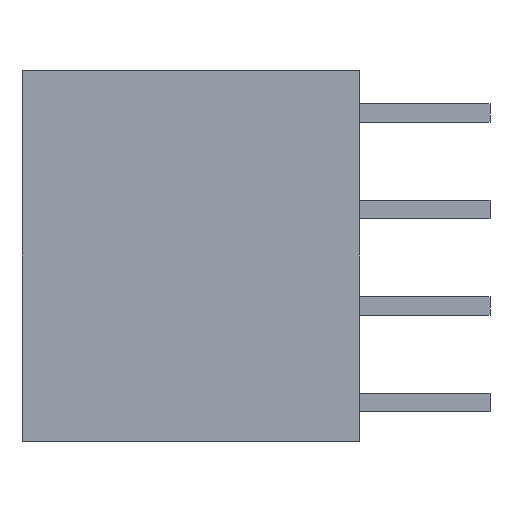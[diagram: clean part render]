
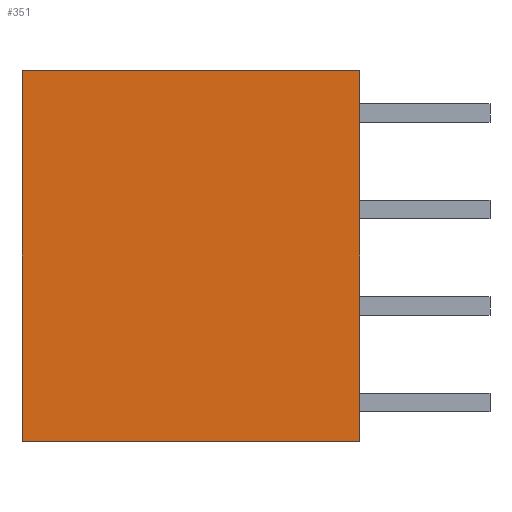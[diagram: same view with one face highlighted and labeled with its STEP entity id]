
A CAD part, left-side view. The second image highlights one B-rep face of the part: STEP entity #351.
In plain terms, the highlighted planar face has unit normal (-1, 0, 0).
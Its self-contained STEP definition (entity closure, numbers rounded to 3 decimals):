
#1=DIRECTION('',(0.,-1.,0.));
#2=VECTOR('',#1,8.89);
#3=CARTESIAN_POINT('',(-1.08,8.89,0.));
#4=LINE('',#3,#2);
#17=DIRECTION('',(0.,-1.,0.));
#18=VECTOR('',#17,8.89);
#19=CARTESIAN_POINT('',(-1.08,8.89,9.75));
#20=LINE('',#19,#18);
#21=DIRECTION('',(0.,0.,1.));
#22=VECTOR('',#21,9.75);
#23=CARTESIAN_POINT('',(-1.08,8.89,0.));
#24=LINE('',#23,#22);
#109=DIRECTION('',(0.,0.,1.));
#110=VECTOR('',#109,9.75);
#111=CARTESIAN_POINT('',(-1.08,0.,0.));
#112=LINE('',#111,#110);
#241=CARTESIAN_POINT('',(-1.08,8.89,0.));
#242=CARTESIAN_POINT('',(-1.08,0.,0.));
#243=VERTEX_POINT('',#241);
#244=VERTEX_POINT('',#242);
#313=CARTESIAN_POINT('',(-1.08,8.89,9.75));
#314=CARTESIAN_POINT('',(-1.08,0.,9.75));
#315=VERTEX_POINT('',#313);
#316=VERTEX_POINT('',#314);
#337=CARTESIAN_POINT('',(-1.08,8.89,0.));
#338=DIRECTION('',(-1.,0.,0.));
#339=DIRECTION('',(0.,-1.,0.));
#340=AXIS2_PLACEMENT_3D('',#337,#338,#339);
#341=PLANE('',#340);
#343=ORIENTED_EDGE('',*,*,#342,.T.);
#345=ORIENTED_EDGE('',*,*,#344,.F.);
#346=ORIENTED_EDGE('',*,*,#326,.F.);
#348=ORIENTED_EDGE('',*,*,#347,.T.);
#349=EDGE_LOOP('',(#343,#345,#346,#348));
#350=FACE_OUTER_BOUND('',#349,.F.);
#326=EDGE_CURVE('',#243,#244,#4,.T.);
#342=EDGE_CURVE('',#315,#316,#20,.T.);
#344=EDGE_CURVE('',#244,#316,#112,.T.);
#347=EDGE_CURVE('',#243,#315,#24,.T.);
#351=ADVANCED_FACE('',(#350),#341,.T.);
